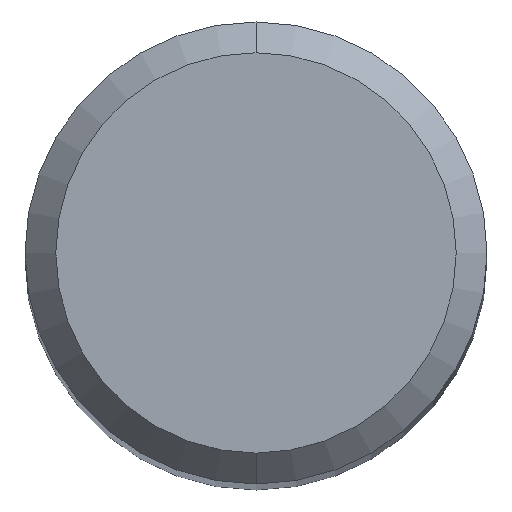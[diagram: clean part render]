
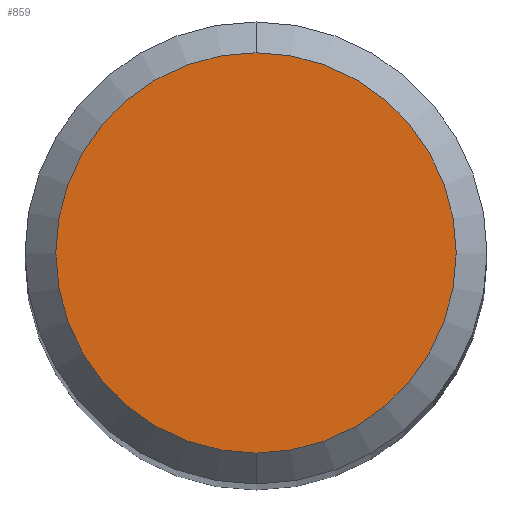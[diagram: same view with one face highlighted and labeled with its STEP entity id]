
A CAD part, top view. The second image highlights one B-rep face of the part: STEP entity #859.
In plain terms, the highlighted planar face has unit normal (0, 0, 1).
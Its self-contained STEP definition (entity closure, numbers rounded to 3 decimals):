
#757=EDGE_CURVE('',#1281,#983,#1691,.T.);
#859=ADVANCED_FACE('',(#1798),#1799,.T.);
#983=VERTEX_POINT('',#1932);
#1221=EDGE_CURVE('',#983,#1281,#2192,.T.);
#1281=VERTEX_POINT('',#2262);
#1691=CIRCLE('',#4157,2.6);
#1798=FACE_OUTER_BOUND('',#4446,.T.);
#1799=PLANE('',#4447);
#1932=CARTESIAN_POINT('',(0.0,2.6,0.0));
#2192=CIRCLE('',#8684,2.6);
#2262=CARTESIAN_POINT('',(0.,-2.6,0.0));
#4157=AXIS2_PLACEMENT_3D('',#10615,#10616,#10617);
#4446=EDGE_LOOP('',(#10705,#10706));
#4447=AXIS2_PLACEMENT_3D('',#10707,#10708,#10709);
#8684=AXIS2_PLACEMENT_3D('',#11107,#11108,#11109);
#10615=CARTESIAN_POINT('',(0.0,0.0,0.0));
#10616=DIRECTION('',(0.0,0.0,-1.0));
#10617=DIRECTION('',(0.0,1.0,0.0));
#10705=ORIENTED_EDGE('',*,*,#1221,.F.);
#10706=ORIENTED_EDGE('',*,*,#757,.F.);
#10707=CARTESIAN_POINT('',(0.0,1.3,0.0));
#10708=DIRECTION('',(-0.0,0.0,1.0));
#10709=DIRECTION('',(0.0,-1.0,0.0));
#11107=CARTESIAN_POINT('',(0.0,0.0,0.0));
#11108=DIRECTION('',(0.0,0.0,-1.0));
#11109=DIRECTION('',(0.0,1.0,0.0));
